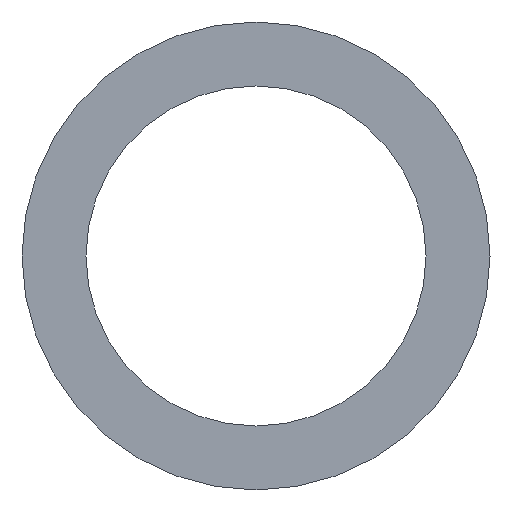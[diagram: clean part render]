
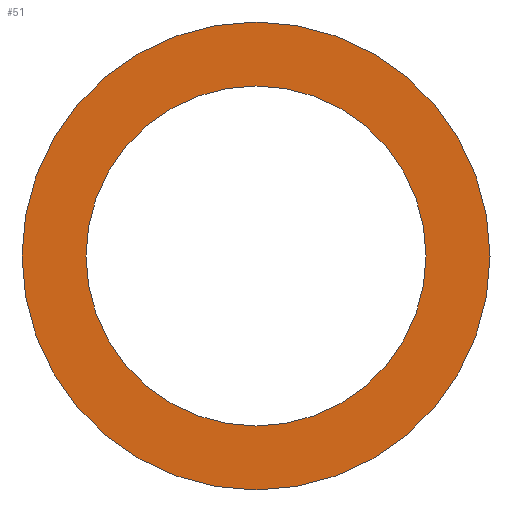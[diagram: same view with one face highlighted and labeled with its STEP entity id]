
A CAD part, left-side view. The second image highlights one B-rep face of the part: STEP entity #51.
In plain terms, the highlighted planar face has unit normal (-1, 0, 0).
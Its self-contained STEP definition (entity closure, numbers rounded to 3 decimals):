
#51 = ADVANCED_FACE( '', ( #121, #122 ), #123, .F. );
#57 = VERTEX_POINT( '', #130 );
#61 = EDGE_CURVE( '', #87, #103, #134, .T. );
#77 = VERTEX_POINT( '', #153 );
#85 = EDGE_CURVE( '', #103, #87, #161, .T. );
#87 = VERTEX_POINT( '', #163 );
#89 = EDGE_CURVE( '', #57, #77, #165, .T. );
#101 = EDGE_CURVE( '', #77, #57, #179, .T. );
#103 = VERTEX_POINT( '', #181 );
#121 = FACE_OUTER_BOUND( '', #189, .T. );
#122 = FACE_BOUND( '', #190, .T. );
#123 = PLANE( '', #191 );
#130 = CARTESIAN_POINT( '', ( 0., 0., 200. ) );
#134 = CIRCLE( '', #205, 145.3 );
#153 = CARTESIAN_POINT( '', ( 0., 0., -200. ) );
#161 = CIRCLE( '', #237, 145.3 );
#163 = CARTESIAN_POINT( '', ( 0., 0., -145.3 ) );
#165 = CIRCLE( '', #242, 200. );
#179 = CIRCLE( '', #262, 200. );
#181 = CARTESIAN_POINT( '', ( 0., 0., 145.3 ) );
#189 = EDGE_LOOP( '', ( #267, #268 ) );
#190 = EDGE_LOOP( '', ( #269, #270 ) );
#191 = AXIS2_PLACEMENT_3D( '', #271, #272, #273 );
#205 = AXIS2_PLACEMENT_3D( '', #283, #284, #285 );
#237 = AXIS2_PLACEMENT_3D( '', #313, #314, #315 );
#242 = AXIS2_PLACEMENT_3D( '', #316, #317, #318 );
#262 = AXIS2_PLACEMENT_3D( '', #340, #341, #342 );
#267 = ORIENTED_EDGE( '', *, *, #101, .F. );
#268 = ORIENTED_EDGE( '', *, *, #89, .F. );
#269 = ORIENTED_EDGE( '', *, *, #61, .T. );
#270 = ORIENTED_EDGE( '', *, *, #85, .T. );
#271 = CARTESIAN_POINT( '', ( 0., 0., 0. ) );
#272 = DIRECTION( '', ( 1., 0., 0. ) );
#273 = DIRECTION( '', ( 0., 0., -1. ) );
#283 = CARTESIAN_POINT( '', ( 0., 0., 0. ) );
#284 = DIRECTION( '', ( 1., 0., 0. ) );
#285 = DIRECTION( '', ( 0., 0., -1. ) );
#313 = CARTESIAN_POINT( '', ( 0., 0., 0. ) );
#314 = DIRECTION( '', ( 1., 0., 0. ) );
#315 = DIRECTION( '', ( 0., 0., -1. ) );
#316 = CARTESIAN_POINT( '', ( 0., 0., 0. ) );
#317 = DIRECTION( '', ( 1., 0., 0. ) );
#318 = DIRECTION( '', ( 0., 0., -1. ) );
#340 = CARTESIAN_POINT( '', ( 0., 0., 0. ) );
#341 = DIRECTION( '', ( 1., 0., 0. ) );
#342 = DIRECTION( '', ( 0., 0., -1. ) );
